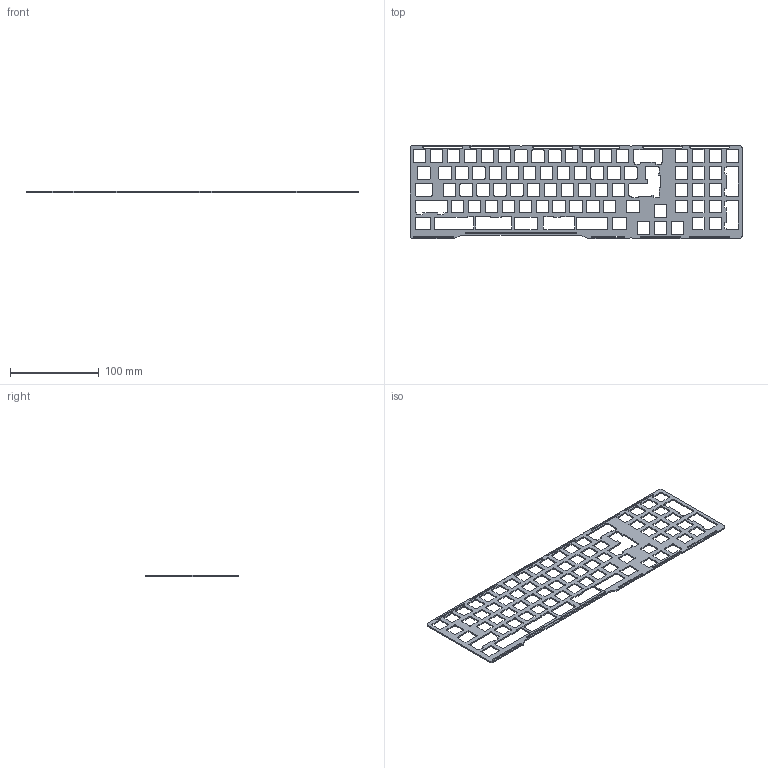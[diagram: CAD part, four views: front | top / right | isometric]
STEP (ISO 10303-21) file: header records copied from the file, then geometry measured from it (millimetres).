
FILE_DESCRIPTION(/* description */ (''),/* implementation_level */ '2;1');
FILE_NAME(/* name */ 'Petrichor_V0.1_Universal.step',/* time_stamp */ '2023-08-02T12:30:27+01:00',/* author */ (''),/* organization */ (''),/* preprocessor_version */ 'ST-DEVELOPER v19.2',/* originating_system */ 'Autodesk Translation Framework v11.17.0.187',/* authorisation */ '');
FILE_SCHEMA (('AUTOMOTIVE_DESIGN { 1 0 10303 214 3 1 1 }'));
Length unit declared in the file: millimetre
Products named in the file (1): FusionComponent
Bounding box: 374.43 x 104.95 x 1.5 mm (x, y, z)
Volume: 28040.4 mm3; surface area: 47910.8 mm2
Topology: 1 solids, 1 shells, 823 faces, 2463 edges, 1642 vertices
Faces by surface type: plane 425, cylinder 398
Entity records: 28310 total; most frequent: CARTESIAN_POINT 4929, ORIENTED_EDGE 4926, DIRECTION 4907, EDGE_CURVE 2463, LINE 1667, VECTOR 1667, VERTEX_POINT 1642, AXIS2_PLACEMENT_3D 1620
